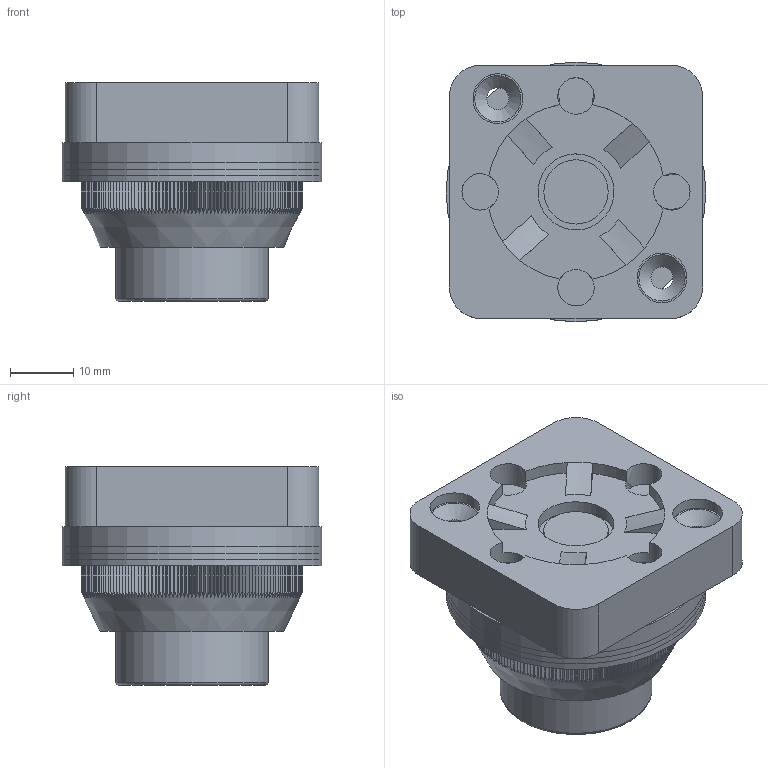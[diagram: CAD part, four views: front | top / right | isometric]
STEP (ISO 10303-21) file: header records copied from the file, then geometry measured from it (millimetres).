
FILE_DESCRIPTION((''),'2;1');
FILE_NAME('APx.stp','2007-11-19T12:21:11',('Philipp'),(''),'Autodesk Inventor 2008','Autodesk Inventor 2008','');
FILE_SCHEMA(('AUTOMOTIVE_DESIGN { 1 0 10303 214 1 1 1 1 }'));
Length unit declared in the file: millimetre
Products named in the file (5): APx; base; rubber_gasket_3mm; rubber_gasket_1mm; cap
Assembly tree (6 placements, depth 2):
  APx
    base
    rubber_gasket_3mm
    rubber_gasket_1mm  x3
    cap
Bounding box: 41 x 41 x 34.5 mm (x, y, z)
Volume: 33210.6 mm3; surface area: 18510.3 mm2
Topology: 6 solids, 6 shells, 647 faces, 1864 edges, 1239 vertices
Faces by surface type: plane 407, cylinder 216, torus 9, bspline 8, cone 7
Full cylindrical faces by diameter (mm): 3.5 x1, 5.75 x2, 7.85 x1, 10.15 x1, 12 x1, 24 x2, 24.5 x1, 30 x2, 30.5 x4, 31 x1, 41 x4
Entity records: 21008 total; most frequent: CARTESIAN_POINT 4764, ORIENTED_EDGE 3640, DIRECTION 3184, EDGE_CURVE 1820, VERTEX_POINT 1224, AXIS2_PLACEMENT_3D 1106, VECTOR 972, LINE 972
